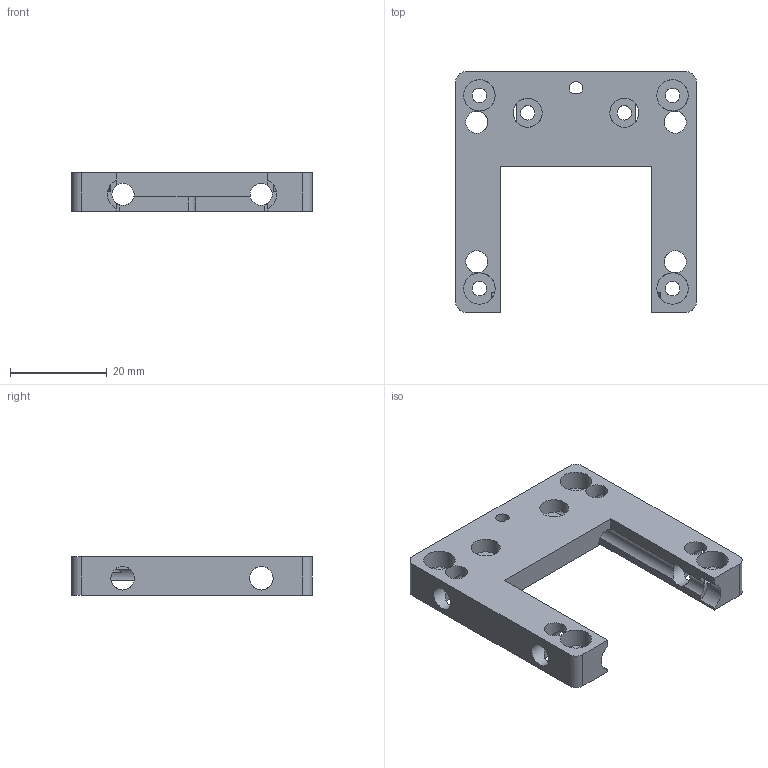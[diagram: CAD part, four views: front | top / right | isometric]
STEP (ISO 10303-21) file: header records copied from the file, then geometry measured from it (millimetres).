
FILE_DESCRIPTION(/* description */ (''),/* implementation_level */ '2;1');
FILE_NAME(/* name */ '30_Linear_Stage_NEMA11_China_lid_universal_v2.ipt.step',/* time_stamp */ '2022-11-29T08:23:17+01:00',/* author */ ('wanghaoran'),/* organization */ (''),/* preprocessor_version */ 'ST-DEVELOPER v18.1',/* originating_system */ 'Autodesk Inventor 2022',/* authorisation */ '');
FILE_SCHEMA (('AUTOMOTIVE_DESIGN { 1 0 10303 214 3 1 1 }'));
Length unit declared in the file: millimetre
Products named in the file (1): 30_Linear_Stage_NEMA11_China_lid_universal_v2
Bounding box: 49.8 x 49.8 x 8 mm (x, y, z)
Volume: 8364.5 mm3; surface area: 6416.8 mm2
Topology: 1 solids, 1 shells, 66 faces, 243 edges, 164 vertices
Faces by surface type: cylinder 36, plane 30
Full cylindrical faces by diameter (mm): 3 x6, 4.6 x10, 4.9 x4, 6 x2, 6.5 x4
Entity records: 3348 total; most frequent: CARTESIAN_POINT 1136, ORIENTED_EDGE 486, DIRECTION 415, EDGE_CURVE 243, VERTEX_POINT 164, AXIS2_PLACEMENT_3D 149, LINE 117, VECTOR 117
